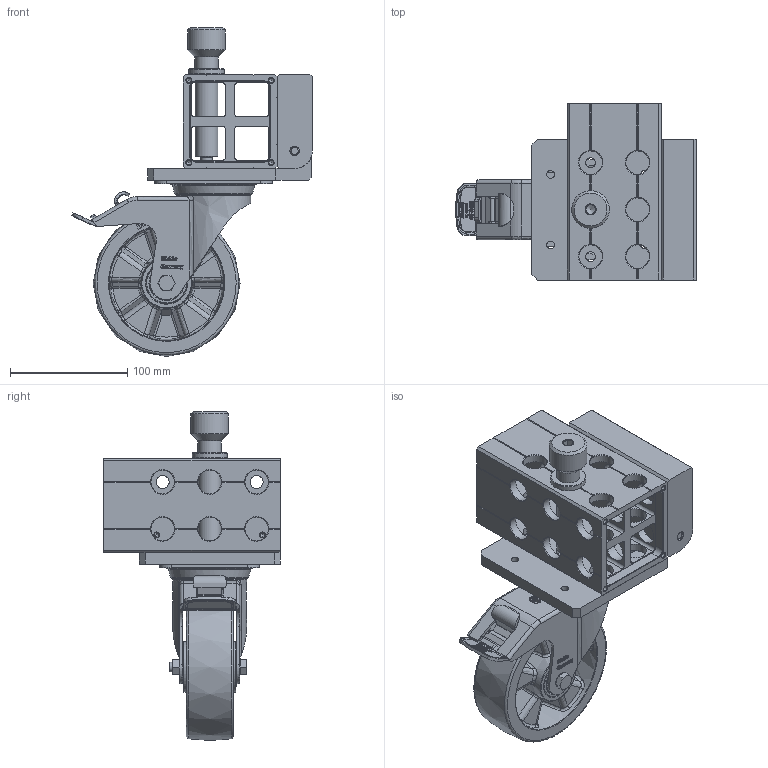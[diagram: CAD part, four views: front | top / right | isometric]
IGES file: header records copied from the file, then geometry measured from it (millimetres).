
Global section: file name: SF2602V; native system: Autodesk Inventor 2015; preprocessor: unknown; author: Boeke; date: 20160104.151717; units: millimetre
Bounding box: 204.75 x 150 x 280.05 mm (x, y, z)
Volume: 1179206.9 mm3; surface area: 327002.8 mm2
Topology: 11 solids, 11 shells, 2054 faces, 5603 edges, 3648 vertices
Faces by surface type: bspline 2054
